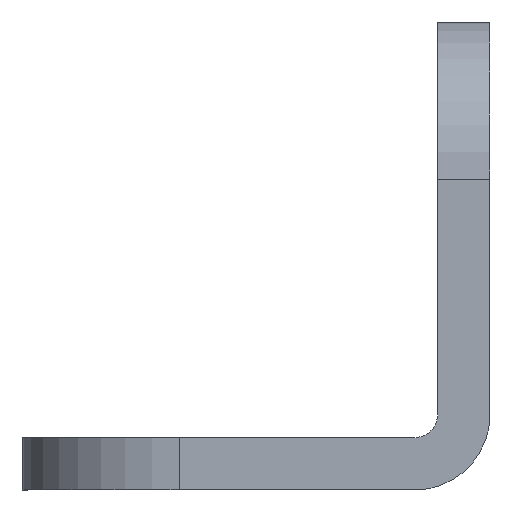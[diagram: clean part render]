
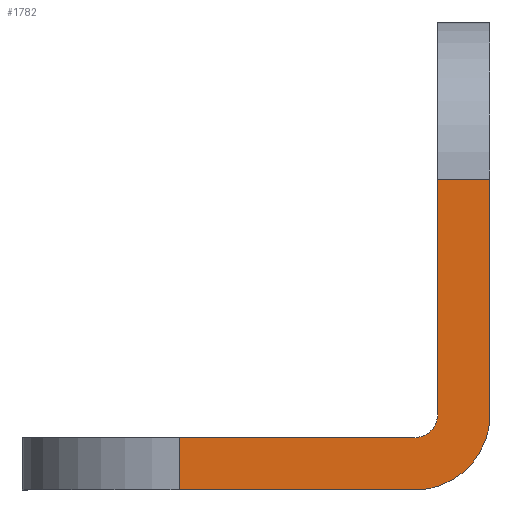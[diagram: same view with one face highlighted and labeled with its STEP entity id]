
A CAD part, left-side view. The second image highlights one B-rep face of the part: STEP entity #1782.
In plain terms, the highlighted planar face has unit normal (-1, 0, 0).
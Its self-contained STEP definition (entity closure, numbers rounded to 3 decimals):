
#38 = EDGE_CURVE ( 'NONE', #863, #531, #261, .T. ) ;
#44 = LINE ( 'NONE', #1278, #656 ) ;
#63 = CARTESIAN_POINT ( 'NONE',  ( 0., -1.6, 0. ) ) ;
#72 = LINE ( 'NONE', #1477, #204 ) ;
#204 = VECTOR ( 'NONE', #520, 1000. ) ;
#261 = LINE ( 'NONE', #272, #884 ) ;
#264 = CARTESIAN_POINT ( 'NONE',  ( 0., 7.9, -12.7 ) ) ;
#272 = CARTESIAN_POINT ( 'NONE',  ( 0., 12.7, -12.7 ) ) ;
#297 = VERTEX_POINT ( 'NONE', #1548 ) ;
#328 = CIRCLE ( 'NONE', #1006, 0.7 ) ;
#354 = ORIENTED_EDGE ( 'NONE', *, *, #406, .F. ) ;
#365 = EDGE_LOOP ( 'NONE', ( #1279, #1472, #902, #935, #454, #354, #1686, #1253 ) ) ;
#398 = EDGE_CURVE ( 'NONE', #297, #863, #72, .T. ) ;
#406 = EDGE_CURVE ( 'NONE', #461, #1166, #1290, .T. ) ;
#440 = DIRECTION ( 'NONE',  ( 0., 0., -1. ) ) ;
#454 = ORIENTED_EDGE ( 'NONE', *, *, #1689, .T. ) ;
#461 = VERTEX_POINT ( 'NONE', #1713 ) ;
#465 = DIRECTION ( 'NONE',  ( 0., -1., 0. ) ) ;
#496 = PLANE ( 'NONE',  #509 ) ;
#509 = AXIS2_PLACEMENT_3D ( 'NONE', #63, #1621, #1332 ) ;
#514 = EDGE_CURVE ( 'NONE', #1385, #461, #841, .T. ) ;
#520 = DIRECTION ( 'NONE',  ( 0., 0., 1. ) ) ;
#531 = VERTEX_POINT ( 'NONE', #1783 ) ;
#585 = CARTESIAN_POINT ( 'NONE',  ( 0., 0.7, -14.3 ) ) ;
#621 = EDGE_CURVE ( 'NONE', #1385, #1174, #1712, .T. ) ;
#656 = VECTOR ( 'NONE', #465, 1000. ) ;
#745 = CARTESIAN_POINT ( 'NONE',  ( 0., 0., 0. ) ) ;
#759 = FACE_OUTER_BOUND ( 'NONE', #365, .T. ) ;
#822 = DIRECTION ( 'NONE',  ( 0., -1., 0. ) ) ;
#841 = LINE ( 'NONE', #1673, #1525 ) ;
#863 = VERTEX_POINT ( 'NONE', #264 ) ;
#884 = VECTOR ( 'NONE', #822, 1000. ) ;
#902 = ORIENTED_EDGE ( 'NONE', *, *, #38, .F. ) ;
#935 = ORIENTED_EDGE ( 'NONE', *, *, #398, .F. ) ;
#949 = DIRECTION ( 'NONE',  ( 1., 0., 0. ) ) ;
#964 = VERTEX_POINT ( 'NONE', #1538 ) ;
#1006 = AXIS2_PLACEMENT_3D ( 'NONE', #1507, #1666, #1805 ) ;
#1166 = VERTEX_POINT ( 'NONE', #585 ) ;
#1174 = VERTEX_POINT ( 'NONE', #1562 ) ;
#1253 = ORIENTED_EDGE ( 'NONE', *, *, #621, .T. ) ;
#1278 = CARTESIAN_POINT ( 'NONE',  ( 0., 0., -14.3 ) ) ;
#1279 = ORIENTED_EDGE ( 'NONE', *, *, #1637, .T. ) ;
#1290 = CIRCLE ( 'NONE', #1436, 2.3 ) ;
#1332 = DIRECTION ( 'NONE',  ( 0., 0., 1. ) ) ;
#1355 = VECTOR ( 'NONE', #1724, 1000. ) ;
#1378 = DIRECTION ( 'NONE',  ( 0., 0., -1. ) ) ;
#1385 = VERTEX_POINT ( 'NONE', #1614 ) ;
#1436 = AXIS2_PLACEMENT_3D ( 'NONE', #1610, #949, #1461 ) ;
#1461 = DIRECTION ( 'NONE',  ( 0., -1., 0. ) ) ;
#1472 = ORIENTED_EDGE ( 'NONE', *, *, #1514, .F. ) ;
#1477 = CARTESIAN_POINT ( 'NONE',  ( 0., 7.9, -14.3 ) ) ;
#1507 = CARTESIAN_POINT ( 'NONE',  ( 0., 0.7, -12. ) ) ;
#1514 = EDGE_CURVE ( 'NONE', #531, #964, #328, .T. ) ;
#1525 = VECTOR ( 'NONE', #1378, 1000. ) ;
#1538 = CARTESIAN_POINT ( 'NONE',  ( 0., 0., -12. ) ) ;
#1548 = CARTESIAN_POINT ( 'NONE',  ( 0., 7.9, -14.3 ) ) ;
#1562 = CARTESIAN_POINT ( 'NONE',  ( 0., 0., -4.8 ) ) ;
#1610 = CARTESIAN_POINT ( 'NONE',  ( 0., 0.7, -12. ) ) ;
#1614 = CARTESIAN_POINT ( 'NONE',  ( 0., -1.6, -4.8 ) ) ;
#1621 = DIRECTION ( 'NONE',  ( -1., 0., 0. ) ) ;
#1637 = EDGE_CURVE ( 'NONE', #1174, #964, #1714, .T. ) ;
#1666 = DIRECTION ( 'NONE',  ( -1., 0., 0. ) ) ;
#1673 = CARTESIAN_POINT ( 'NONE',  ( 0., -1.6, 0. ) ) ;
#1676 = VECTOR ( 'NONE', #440, 1000. ) ;
#1686 = ORIENTED_EDGE ( 'NONE', *, *, #514, .F. ) ;
#1689 = EDGE_CURVE ( 'NONE', #297, #1166, #44, .T. ) ;
#1712 = LINE ( 'NONE', #1719, #1355 ) ;
#1713 = CARTESIAN_POINT ( 'NONE',  ( 0., -1.6, -12. ) ) ;
#1714 = LINE ( 'NONE', #745, #1676 ) ;
#1719 = CARTESIAN_POINT ( 'NONE',  ( 0., -1.6, -4.8 ) ) ;
#1724 = DIRECTION ( 'NONE',  ( 0., 1., 0. ) ) ;
#1782 = ADVANCED_FACE ( 'NONE', ( #759 ), #496, .T. ) ;
#1783 = CARTESIAN_POINT ( 'NONE',  ( 0., 0.7, -12.7 ) ) ;
#1805 = DIRECTION ( 'NONE',  ( 0., -1., 0. ) ) ;
